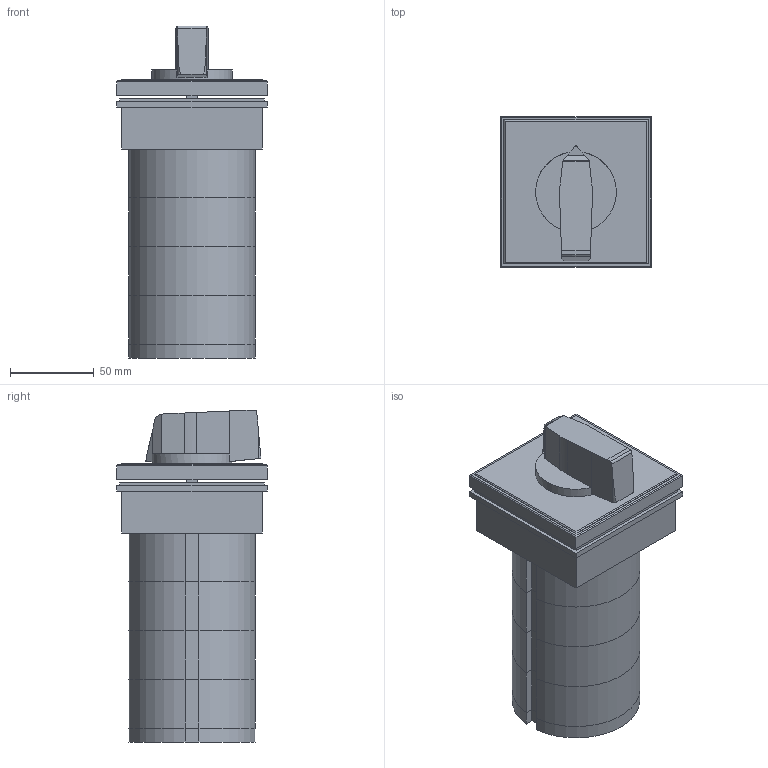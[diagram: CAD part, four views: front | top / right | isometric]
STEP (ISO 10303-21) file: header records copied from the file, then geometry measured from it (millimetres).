
FILE_DESCRIPTION(/* description */ (''),/* implementation_level */ '2;1');
FILE_NAME(/* name */ '3d_7GN12575U.stp',/* time_stamp */ '2017-10-23T14:02:15+02:00',/* author */ ('Andrzej'),/* organization */ (''),/* preprocessor_version */ 'ST-DEVELOPER v16.13',/* originating_system */ 'AutoCAD Mechanical',/* authorisation */ '');
FILE_SCHEMA (('AUTOMOTIVE_DESIGN { 1 0 10303 214 3 1 1 }'));
Length unit declared in the file: millimetre
Products named in the file (1): Product
Bounding box: 90 x 90 x 198.1 mm (x, y, z)
Volume: 888137.3 mm3; surface area: 175440.4 mm2
Topology: 13 solids, 13 shells, 135 faces, 318 edges, 208 vertices
Faces by surface type: plane 113, cylinder 22
Full cylindrical faces by diameter (mm): 48.125 x1
Entity records: 3827 total; most frequent: CARTESIAN_POINT 659, DIRECTION 641, ORIENTED_EDGE 634, EDGE_CURVE 316, LINE 263, VECTOR 263, VERTEX_POINT 207, AXIS2_PLACEMENT_3D 189
